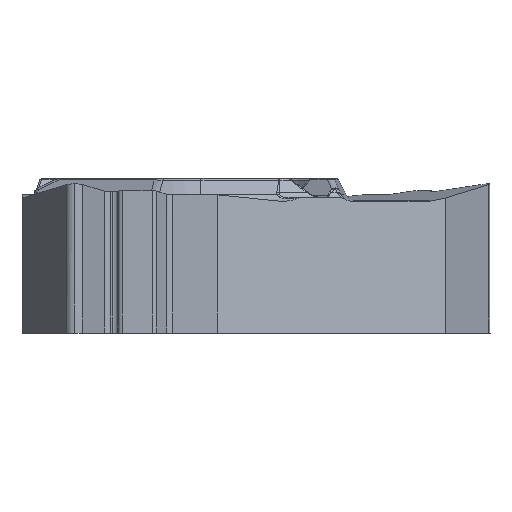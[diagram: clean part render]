
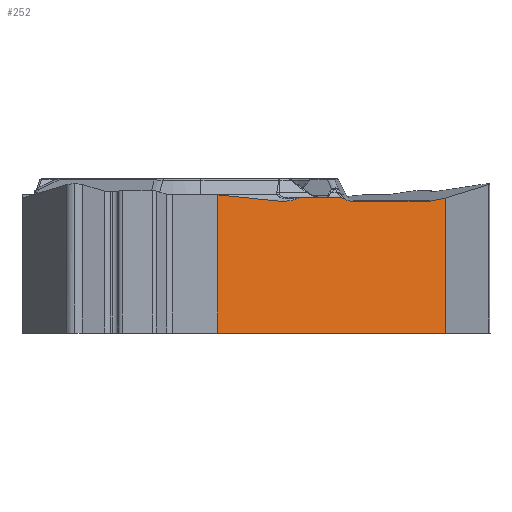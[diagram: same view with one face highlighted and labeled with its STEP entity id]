
A CAD part, front view. The second image highlights one B-rep face of the part: STEP entity #252.
In plain terms, the highlighted planar face has unit normal (0.5, -0.866, 0).
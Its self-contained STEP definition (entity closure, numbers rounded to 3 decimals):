
#252=ADVANCED_FACE('',(#539),#485,.F.);
#485=PLANE('',#3906);
#539=FACE_OUTER_BOUND('',#768,.T.);
#768=EDGE_LOOP('',(#1258,#1259,#1260,#1261,#1262,#1263,#1264,#1265,#1266,
#1267,#1268,#1269,#1270,#1271));
#1015=ELLIPSE('',#3902,0.377,0.32);
#1016=ELLIPSE('',#3903,0.177,0.15);
#1017=ELLIPSE('',#3904,0.3,0.15);
#1018=ELLIPSE('',#3905,0.64,0.32);
#1087=CIRCLE('',#3901,0.32);
#1258=ORIENTED_EDGE('',*,*,#2733,.T.);
#1259=ORIENTED_EDGE('',*,*,#2734,.T.);
#1260=ORIENTED_EDGE('',*,*,#2735,.F.);
#1261=ORIENTED_EDGE('',*,*,#2736,.T.);
#1262=ORIENTED_EDGE('',*,*,#2737,.T.);
#1263=ORIENTED_EDGE('',*,*,#2738,.T.);
#1264=ORIENTED_EDGE('',*,*,#2739,.F.);
#1265=ORIENTED_EDGE('',*,*,#2740,.F.);
#1266=ORIENTED_EDGE('',*,*,#2741,.F.);
#1267=ORIENTED_EDGE('',*,*,#2742,.F.);
#1268=ORIENTED_EDGE('',*,*,#2743,.T.);
#1269=ORIENTED_EDGE('',*,*,#2744,.T.);
#1270=ORIENTED_EDGE('',*,*,#2745,.F.);
#1271=ORIENTED_EDGE('',*,*,#2746,.T.);
#2391=VERTEX_POINT('',#5433);
#2392=VERTEX_POINT('',#5434);
#2393=VERTEX_POINT('',#5436);
#2394=VERTEX_POINT('',#5438);
#2395=VERTEX_POINT('',#5440);
#2396=VERTEX_POINT('',#5442);
#2397=VERTEX_POINT('',#5444);
#2398=VERTEX_POINT('',#5446);
#2399=VERTEX_POINT('',#5448);
#2400=VERTEX_POINT('',#5450);
#2401=VERTEX_POINT('',#5458);
#2402=VERTEX_POINT('',#5460);
#2403=VERTEX_POINT('',#5462);
#2404=VERTEX_POINT('',#5464);
#2733=EDGE_CURVE('',#2391,#2392,#3285,.T.);
#2734=EDGE_CURVE('',#2392,#2393,#3286,.T.);
#2735=EDGE_CURVE('',#2394,#2393,#3287,.T.);
#2736=EDGE_CURVE('',#2394,#2395,#1087,.T.);
#2737=EDGE_CURVE('',#2395,#2396,#3288,.T.);
#2738=EDGE_CURVE('',#2396,#2397,#1015,.T.);
#2739=EDGE_CURVE('',#2398,#2397,#1016,.T.);
#2740=EDGE_CURVE('',#2399,#2398,#3289,.T.);
#2741=EDGE_CURVE('',#2400,#2399,#1017,.T.);
#2742=EDGE_CURVE('',#2401,#2400,#3735,.T.);
#2743=EDGE_CURVE('',#2401,#2402,#3290,.T.);
#2744=EDGE_CURVE('',#2402,#2403,#1018,.T.);
#2745=EDGE_CURVE('',#2404,#2403,#3291,.T.);
#2746=EDGE_CURVE('',#2404,#2391,#3292,.T.);
#3285=LINE('',#5432,#3510);
#3286=LINE('',#5435,#3511);
#3287=LINE('',#5437,#3512);
#3288=LINE('',#5441,#3513);
#3289=LINE('',#5447,#3514);
#3290=LINE('',#5459,#3515);
#3291=LINE('',#5463,#3516);
#3292=LINE('',#5465,#3517);
#3510=VECTOR('',#4307,1.);
#3511=VECTOR('',#4308,1.);
#3512=VECTOR('',#4309,1.);
#3513=VECTOR('',#4312,1.);
#3514=VECTOR('',#4317,1.);
#3515=VECTOR('',#4320,1.);
#3516=VECTOR('',#4323,1.);
#3517=VECTOR('',#4324,1.);
#3735=B_SPLINE_CURVE_WITH_KNOTS('',3,(#5451,#5452,#5453,#5454,#5455,#5456,
#5457),.UNSPECIFIED.,.F.,.F.,(4,3,4),(0.,0.497,1.),
 .UNSPECIFIED.);
#3901=AXIS2_PLACEMENT_3D('',#5439,#4310,#4311);
#3902=AXIS2_PLACEMENT_3D('',#5443,#4313,#4314);
#3903=AXIS2_PLACEMENT_3D('',#5445,#4315,#4316);
#3904=AXIS2_PLACEMENT_3D('',#5449,#4318,#4319);
#3905=AXIS2_PLACEMENT_3D('',#5461,#4321,#4322);
#3906=AXIS2_PLACEMENT_3D('',#5466,#4325,#4326);
#4307=DIRECTION('',(0.866,0.5,0.));
#4308=DIRECTION('',(0.,0.,1.));
#4309=DIRECTION('',(0.853,0.492,0.174));
#4310=DIRECTION('',(-0.5,0.866,0.));
#4311=DIRECTION('',(-0.866,-0.5,0.));
#4312=DIRECTION('',(-0.866,-0.5,0.));
#4313=DIRECTION('',(-0.5,0.866,0.));
#4314=DIRECTION('',(-0.866,-0.5,0.));
#4315=DIRECTION('',(-0.5,0.866,0.));
#4316=DIRECTION('',(-0.866,-0.5,0.));
#4317=DIRECTION('',(0.866,0.5,0.));
#4318=DIRECTION('',(-0.5,0.866,0.));
#4319=DIRECTION('',(0.866,0.5,0.));
#4320=DIRECTION('',(-0.866,-0.5,0.));
#4321=DIRECTION('',(-0.5,0.866,0.));
#4322=DIRECTION('',(-0.866,-0.5,0.));
#4323=DIRECTION('',(0.863,0.498,-0.088));
#4324=DIRECTION('',(0.,0.,-1.));
#4325=DIRECTION('',(-0.5,0.866,0.));
#4326=DIRECTION('',(-0.866,-0.5,0.));
#5432=CARTESIAN_POINT('',(8.733,-0.457,-3.97));
#5433=CARTESIAN_POINT('',(0.435,-5.248,-3.97));
#5434=CARTESIAN_POINT('',(6.504,-1.744,-3.97));
#5435=CARTESIAN_POINT('',(6.504,-1.744,0.));
#5436=CARTESIAN_POINT('',(6.504,-1.744,-0.377));
#5437=CARTESIAN_POINT('',(-3.599,-7.577,-2.434));
#5438=CARTESIAN_POINT('',(6.121,-1.965,-0.455));
#5439=CARTESIAN_POINT('',(6.073,-1.993,-0.14));
#5440=CARTESIAN_POINT('',(6.073,-1.993,-0.46));
#5441=CARTESIAN_POINT('',(-3.971,-7.792,-0.46));
#5442=CARTESIAN_POINT('',(4.005,-3.187,-0.46));
#5443=CARTESIAN_POINT('',(4.005,-3.187,-0.14));
#5444=CARTESIAN_POINT('',(3.813,-3.298,-0.399));
#5445=CARTESIAN_POINT('',(3.723,-3.35,-0.52));
#5446=CARTESIAN_POINT('',(3.723,-3.35,-0.37));
#5447=CARTESIAN_POINT('',(-3.971,-7.792,-0.37));
#5448=CARTESIAN_POINT('',(2.693,-3.945,-0.37));
#5449=CARTESIAN_POINT('',(2.693,-3.945,-0.52));
#5450=CARTESIAN_POINT('',(2.538,-4.034,-0.4));
#5451=CARTESIAN_POINT('',(2.222,-4.216,-0.46));
#5452=CARTESIAN_POINT('',(2.275,-4.186,-0.46));
#5453=CARTESIAN_POINT('',(2.329,-4.155,-0.455));
#5454=CARTESIAN_POINT('',(2.381,-4.124,-0.446));
#5455=CARTESIAN_POINT('',(2.435,-4.094,-0.436));
#5456=CARTESIAN_POINT('',(2.487,-4.063,-0.421));
#5457=CARTESIAN_POINT('',(2.538,-4.034,-0.4));
#5458=CARTESIAN_POINT('',(2.222,-4.216,-0.46));
#5459=CARTESIAN_POINT('',(8.733,-0.457,-0.46));
#5460=CARTESIAN_POINT('',(2.141,-4.263,-0.46));
#5461=CARTESIAN_POINT('',(2.141,-4.263,-0.14));
#5462=CARTESIAN_POINT('',(2.045,-4.319,-0.455));
#5463=CARTESIAN_POINT('',(8.647,-0.507,-1.127));
#5464=CARTESIAN_POINT('',(0.435,-5.248,-0.291));
#5465=CARTESIAN_POINT('',(0.435,-5.248,0.));
#5466=CARTESIAN_POINT('',(8.733,-0.457,0.));
